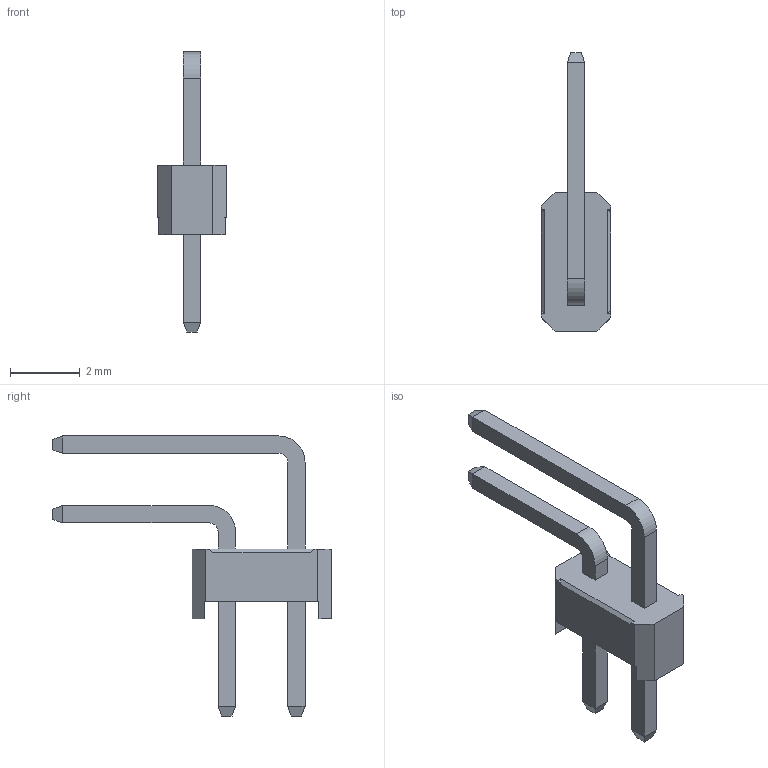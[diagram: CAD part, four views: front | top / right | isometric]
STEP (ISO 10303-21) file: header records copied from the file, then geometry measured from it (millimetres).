
FILE_DESCRIPTION(('STEP AP214'), '1');
FILE_NAME('PLD2-R', '', ('UNSPECIFIED'), ('UNSPECIFIED'), 'ASCON STEP Converter 1.6', 'ASCON Math Kernel', '');
FILE_SCHEMA(('AUTOMOTIVE_DESIGN { 1 0 10303 214 3 1 1}'));
Length unit declared in the file: millimetre
Bounding box: 2 x 8 x 8.05 mm (x, y, z)
Volume: 17.5 mm3; surface area: 79.1 mm2
Topology: 1 solids, 1 shells, 64 faces, 158 edges, 100 vertices
Faces by surface type: plane 60, cylinder 4
Entity records: 2394 total; most frequent: CARTESIAN_POINT 323, ORIENTED_EDGE 316, DIRECTION 296, EDGE_CURVE 158, LINE 150, VECTOR 150, VERTEX_POINT 100, AXIS2_PLACEMENT_3D 73
